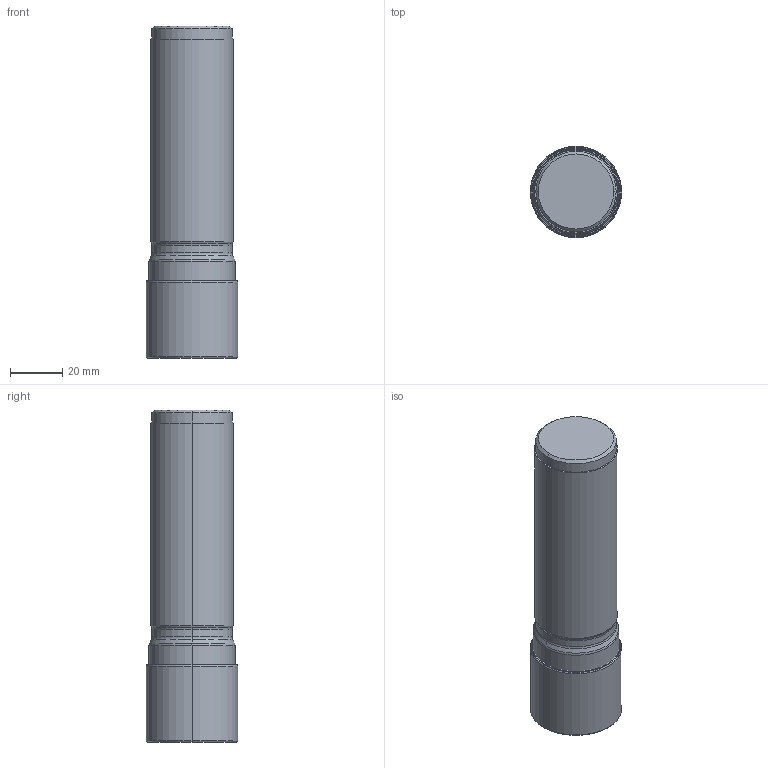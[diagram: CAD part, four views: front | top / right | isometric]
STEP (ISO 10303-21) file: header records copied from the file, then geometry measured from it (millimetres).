
FILE_DESCRIPTION(/* description */ (''),/* implementation_level */ '2;1');
FILE_NAME(/* name */ 'VPX200UR222FA20S1108_IR0_016.stp',/* time_stamp */ '2021-06-22T11:11:42+09:00',/* author */ (''),/* organization */ (''),/* preprocessor_version */ 'ST-DEVELOPER v16',/* originating_system */ 'SIEMENS PLM Software NX 10.0',/* authorisation */ '');
FILE_SCHEMA (('AUTOMOTIVE_DESIGN { 1 0 10303 214 3 1 1 1 }'));
Length unit declared in the file: millimetre
Products named in the file (1): VPX200UR222FA20S1108_IR0_016_ASM
Bounding box: 34.92 x 34.92 x 127 mm (x, y, z)
Volume: 112301.8 mm3; surface area: 20551.2 mm2
Topology: 2 solids, 2 shells, 78 faces, 177 edges, 129 vertices
Faces by surface type: revolution 36, torus 14, cylinder 12, cone 12, plane 4
Entity records: 3047 total; most frequent: CARTESIAN_POINT 1207, DIRECTION 361, ORIENTED_EDGE 308, EDGE_CURVE 154, AXIS2_PLACEMENT_3D 149, CIRCLE 96, B_SPLINE_CURVE_WITH_KNOTS 90, EDGE_LOOP 80
